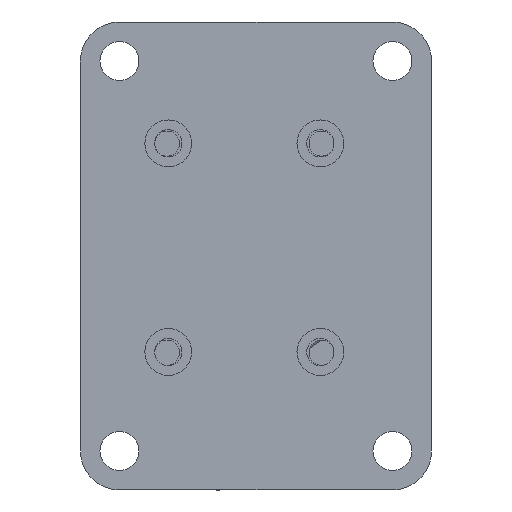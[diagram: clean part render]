
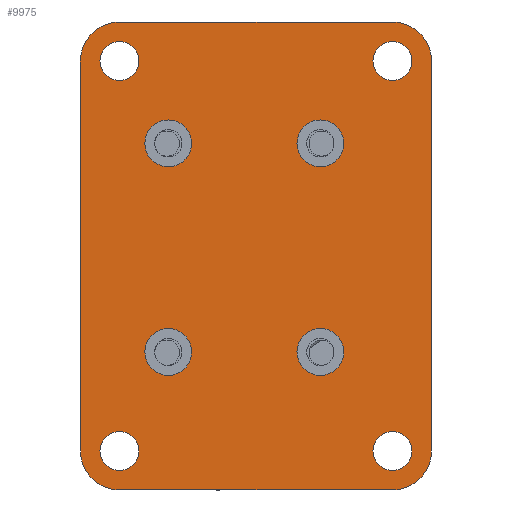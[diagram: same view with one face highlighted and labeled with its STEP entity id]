
A CAD part, front view. The second image highlights one B-rep face of the part: STEP entity #9975.
In plain terms, the highlighted face is planar.
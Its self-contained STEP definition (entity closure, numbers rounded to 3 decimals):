
#337=FACE_BOUND('',#3402,.T.);
#338=FACE_BOUND('',#3403,.T.);
#339=FACE_BOUND('',#3404,.T.);
#340=FACE_BOUND('',#3405,.T.);
#341=FACE_BOUND('',#3406,.T.);
#342=FACE_BOUND('',#3407,.T.);
#343=FACE_BOUND('',#3408,.T.);
#344=FACE_BOUND('',#3409,.T.);
#860=LINE('',#15969,#1772);
#861=LINE('',#15973,#1773);
#862=LINE('',#15977,#1774);
#863=LINE('',#15980,#1775);
#1772=VECTOR('',#12645,10.);
#1773=VECTOR('',#12648,10.);
#1774=VECTOR('',#12651,10.);
#1775=VECTOR('',#12654,10.);
#2370=PLANE('',#10792);
#2790=FACE_OUTER_BOUND('',#3401,.T.);
#3401=EDGE_LOOP('',(#7943,#7944,#7945,#7946,#7947,#7948,#7949,#7950));
#3402=EDGE_LOOP('',(#7951));
#3403=EDGE_LOOP('',(#7952));
#3404=EDGE_LOOP('',(#7953));
#3405=EDGE_LOOP('',(#7954));
#3406=EDGE_LOOP('',(#7955));
#3407=EDGE_LOOP('',(#7956));
#3408=EDGE_LOOP('',(#7957));
#3409=EDGE_LOOP('',(#7958));
#3943=CIRCLE('',#10793,5.);
#3944=CIRCLE('',#10794,5.);
#3945=CIRCLE('',#10795,5.);
#3946=CIRCLE('',#10796,5.);
#3947=CIRCLE('',#10797,3.);
#3948=CIRCLE('',#10798,3.);
#3949=CIRCLE('',#10799,2.5);
#3950=CIRCLE('',#10800,2.5);
#3951=CIRCLE('',#10801,2.5);
#3952=CIRCLE('',#10802,2.5);
#3953=CIRCLE('',#10803,3.);
#3954=CIRCLE('',#10804,3.);
#4644=VERTEX_POINT('',#15965);
#4645=VERTEX_POINT('',#15966);
#4646=VERTEX_POINT('',#15968);
#4647=VERTEX_POINT('',#15970);
#4648=VERTEX_POINT('',#15972);
#4649=VERTEX_POINT('',#15974);
#4650=VERTEX_POINT('',#15976);
#4651=VERTEX_POINT('',#15978);
#4652=VERTEX_POINT('',#15981);
#4653=VERTEX_POINT('',#15983);
#4654=VERTEX_POINT('',#15985);
#4655=VERTEX_POINT('',#15987);
#4656=VERTEX_POINT('',#15989);
#4657=VERTEX_POINT('',#15991);
#4658=VERTEX_POINT('',#15993);
#4659=VERTEX_POINT('',#15995);
#5820=EDGE_CURVE('',#4644,#4645,#3943,.T.);
#5821=EDGE_CURVE('',#4644,#4646,#860,.T.);
#5822=EDGE_CURVE('',#4647,#4646,#3944,.T.);
#5823=EDGE_CURVE('',#4648,#4647,#861,.T.);
#5824=EDGE_CURVE('',#4649,#4648,#3945,.T.);
#5825=EDGE_CURVE('',#4649,#4650,#862,.T.);
#5826=EDGE_CURVE('',#4651,#4650,#3946,.T.);
#5827=EDGE_CURVE('',#4645,#4651,#863,.T.);
#5828=EDGE_CURVE('',#4652,#4652,#3947,.T.);
#5829=EDGE_CURVE('',#4653,#4653,#3948,.T.);
#5830=EDGE_CURVE('',#4654,#4654,#3949,.T.);
#5831=EDGE_CURVE('',#4655,#4655,#3950,.T.);
#5832=EDGE_CURVE('',#4656,#4656,#3951,.T.);
#5833=EDGE_CURVE('',#4657,#4657,#3952,.T.);
#5834=EDGE_CURVE('',#4658,#4658,#3953,.T.);
#5835=EDGE_CURVE('',#4659,#4659,#3954,.T.);
#7943=ORIENTED_EDGE('',*,*,#5820,.F.);
#7944=ORIENTED_EDGE('',*,*,#5821,.T.);
#7945=ORIENTED_EDGE('',*,*,#5822,.F.);
#7946=ORIENTED_EDGE('',*,*,#5823,.F.);
#7947=ORIENTED_EDGE('',*,*,#5824,.F.);
#7948=ORIENTED_EDGE('',*,*,#5825,.T.);
#7949=ORIENTED_EDGE('',*,*,#5826,.F.);
#7950=ORIENTED_EDGE('',*,*,#5827,.F.);
#7951=ORIENTED_EDGE('',*,*,#5828,.F.);
#7952=ORIENTED_EDGE('',*,*,#5829,.F.);
#7953=ORIENTED_EDGE('',*,*,#5830,.T.);
#7954=ORIENTED_EDGE('',*,*,#5831,.T.);
#7955=ORIENTED_EDGE('',*,*,#5832,.T.);
#7956=ORIENTED_EDGE('',*,*,#5833,.T.);
#7957=ORIENTED_EDGE('',*,*,#5834,.F.);
#7958=ORIENTED_EDGE('',*,*,#5835,.F.);
#9975=ADVANCED_FACE('',(#2790,#337,#338,#339,#340,#341,#342,#343,#344),
#2370,.T.);
#10792=AXIS2_PLACEMENT_3D('',#15964,#12641,#12642);
#10793=AXIS2_PLACEMENT_3D('',#15967,#12643,#12644);
#10794=AXIS2_PLACEMENT_3D('',#15971,#12646,#12647);
#10795=AXIS2_PLACEMENT_3D('',#15975,#12649,#12650);
#10796=AXIS2_PLACEMENT_3D('',#15979,#12652,#12653);
#10797=AXIS2_PLACEMENT_3D('',#15982,#12655,#12656);
#10798=AXIS2_PLACEMENT_3D('',#15984,#12657,#12658);
#10799=AXIS2_PLACEMENT_3D('',#15986,#12659,#12660);
#10800=AXIS2_PLACEMENT_3D('',#15988,#12661,#12662);
#10801=AXIS2_PLACEMENT_3D('',#15990,#12663,#12664);
#10802=AXIS2_PLACEMENT_3D('',#15992,#12665,#12666);
#10803=AXIS2_PLACEMENT_3D('',#15994,#12667,#12668);
#10804=AXIS2_PLACEMENT_3D('',#15996,#12669,#12670);
#12641=DIRECTION('center_axis',(0.,0.,
-1.));
#12642=DIRECTION('ref_axis',(-1.,0.,0.));
#12643=DIRECTION('center_axis',(0.,0.,
1.));
#12644=DIRECTION('ref_axis',(-0.707,0.707,0.));
#12645=DIRECTION('',(1.,0.,0.));
#12646=DIRECTION('center_axis',(0.,0.,
1.));
#12647=DIRECTION('ref_axis',(0.707,0.707,0.));
#12648=DIRECTION('',(0.,1.,0.));
#12649=DIRECTION('center_axis',(0.,0.,
1.));
#12650=DIRECTION('ref_axis',(0.707,-0.707,0.));
#12651=DIRECTION('',(-1.,0.,0.));
#12652=DIRECTION('center_axis',(0.,0.,
1.));
#12653=DIRECTION('ref_axis',(-0.707,-0.707,0.));
#12654=DIRECTION('',(0.,-1.,0.));
#12655=DIRECTION('center_axis',(0.,0.,-1.));
#12656=DIRECTION('ref_axis',(-1.,0.,0.));
#12657=DIRECTION('center_axis',(0.,0.,-1.));
#12658=DIRECTION('ref_axis',(-1.,0.,0.));
#12659=DIRECTION('center_axis',(0.,0.,
1.));
#12660=DIRECTION('ref_axis',(1.,0.,0.));
#12661=DIRECTION('center_axis',(0.,0.,
1.));
#12662=DIRECTION('ref_axis',(1.,0.,0.));
#12663=DIRECTION('center_axis',(0.,0.,
1.));
#12664=DIRECTION('ref_axis',(1.,0.,0.));
#12665=DIRECTION('center_axis',(0.,0.,
1.));
#12666=DIRECTION('ref_axis',(1.,0.,0.));
#12667=DIRECTION('center_axis',(0.,0.,-1.));
#12668=DIRECTION('ref_axis',(-1.,0.,0.));
#12669=DIRECTION('center_axis',(0.,0.,-1.));
#12670=DIRECTION('ref_axis',(-1.,0.,0.));
#15964=CARTESIAN_POINT('Origin',(1.5,0.,-2.));
#15965=CARTESIAN_POINT('',(-16.,29.821,-2.));
#15966=CARTESIAN_POINT('',(-21.,24.821,-2.));
#15967=CARTESIAN_POINT('Origin',(-16.,24.821,-2.));
#15968=CARTESIAN_POINT('',(19.,29.821,-2.));
#15969=CARTESIAN_POINT('',(-21.,29.821,-2.));
#15970=CARTESIAN_POINT('',(24.,24.821,-2.));
#15971=CARTESIAN_POINT('Origin',(19.,24.821,-2.));
#15972=CARTESIAN_POINT('',(24.,-25.179,-2.));
#15973=CARTESIAN_POINT('',(24.,24.821,-2.));
#15974=CARTESIAN_POINT('',(19.,-30.179,-2.));
#15975=CARTESIAN_POINT('Origin',(19.,-25.179,-2.));
#15976=CARTESIAN_POINT('',(-16.,-30.179,-2.));
#15977=CARTESIAN_POINT('',(24.,-30.179,-2.));
#15978=CARTESIAN_POINT('',(-21.,-25.179,-2.));
#15979=CARTESIAN_POINT('Origin',(-16.,-25.179,-2.));
#15980=CARTESIAN_POINT('',(-21.,-25.179,-2.));
#15981=CARTESIAN_POINT('',(-12.75,-14.625,-2.));
#15982=CARTESIAN_POINT('Origin',(-9.75,-14.625,-2.));
#15983=CARTESIAN_POINT('',(6.75,-14.625,-2.));
#15984=CARTESIAN_POINT('Origin',(9.75,-14.625,-2.));
#15985=CARTESIAN_POINT('',(-18.5,24.821,-2.));
#15986=CARTESIAN_POINT('Origin',(-16.,24.821,-2.));
#15987=CARTESIAN_POINT('',(16.5,24.821,-2.));
#15988=CARTESIAN_POINT('Origin',(19.,24.821,-2.));
#15989=CARTESIAN_POINT('',(-18.5,-25.179,-2.));
#15990=CARTESIAN_POINT('Origin',(-16.,-25.179,-2.));
#15991=CARTESIAN_POINT('',(16.5,-25.179,-2.));
#15992=CARTESIAN_POINT('Origin',(19.,-25.179,-2.));
#15993=CARTESIAN_POINT('',(6.75,12.125,-2.));
#15994=CARTESIAN_POINT('Origin',(9.75,12.125,-2.));
#15995=CARTESIAN_POINT('',(-12.75,12.125,-2.));
#15996=CARTESIAN_POINT('Origin',(-9.75,12.125,-2.));
